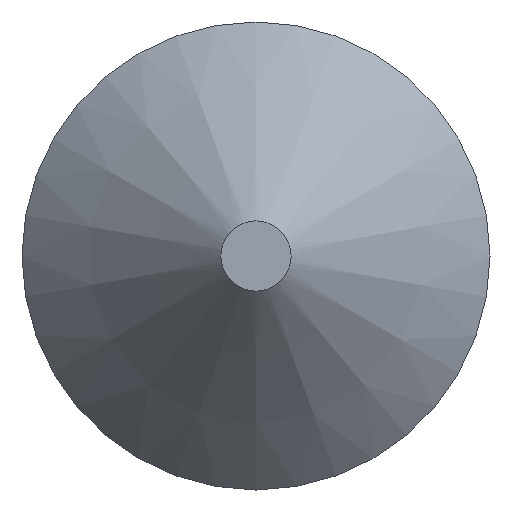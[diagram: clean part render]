
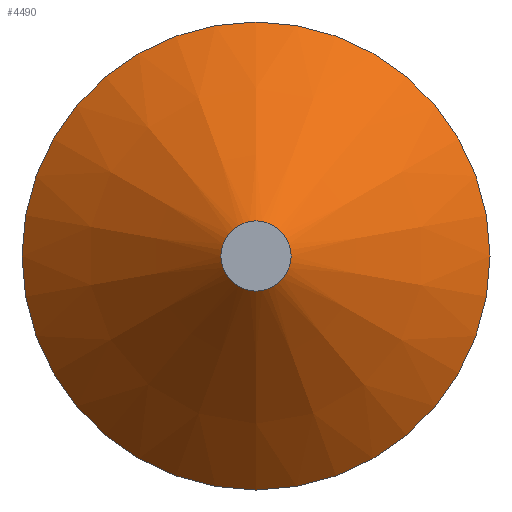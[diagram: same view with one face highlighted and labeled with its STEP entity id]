
A CAD part, left-side view. The second image highlights one B-rep face of the part: STEP entity #4490.
In plain terms, the highlighted conical face has half-angle 45 degrees and reference radius 0.45 mm.
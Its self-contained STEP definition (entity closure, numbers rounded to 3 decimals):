
#939 = CARTESIAN_POINT ( 'NONE',  ( 2.55, 0., 0. ) ) ;
#1400 = EDGE_LOOP ( 'NONE', ( #6268 ) ) ;
#1836 = CIRCLE ( 'NONE', #10619, 0.45 ) ;
#1997 = CARTESIAN_POINT ( 'NONE',  ( 0., 0., 0. ) ) ;
#2227 = DIRECTION ( 'NONE',  ( 0., 0., 1. ) ) ;
#2530 = DIRECTION ( 'NONE',  ( -1., 0., 0. ) ) ;
#3356 = FACE_OUTER_BOUND ( 'NONE', #4981, .T. ) ;
#3499 = FACE_BOUND ( 'NONE', #1400, .T. ) ;
#4490 = ADVANCED_FACE ( 'NONE', ( #3356, #3499 ), #8540, .T. ) ;
#4981 = EDGE_LOOP ( 'NONE', ( #8106 ) ) ;
#5628 = VERTEX_POINT ( 'NONE', #10030 ) ;
#5786 = DIRECTION ( 'NONE',  ( 0., 0., 1. ) ) ;
#5883 = VERTEX_POINT ( 'NONE', #9274 ) ;
#6268 = ORIENTED_EDGE ( 'NONE', *, *, #8667, .F. ) ;
#7227 = CARTESIAN_POINT ( 'NONE',  ( 0., 0., 0. ) ) ;
#7817 = DIRECTION ( 'NONE',  ( 0., 0., -1. ) ) ;
#7923 = EDGE_CURVE ( 'NONE', #5628, #5628, #8519, .T. ) ;
#8106 = ORIENTED_EDGE ( 'NONE', *, *, #7923, .T. ) ;
#8519 = CIRCLE ( 'NONE', #9302, 3. ) ;
#8540 = CONICAL_SURFACE ( 'NONE', #10335, 0.45, 0.785 ) ;
#8667 = EDGE_CURVE ( 'NONE', #5883, #5883, #1836, .T. ) ;
#9274 = CARTESIAN_POINT ( 'NONE',  ( 0., 0., 0.45 ) ) ;
#9302 = AXIS2_PLACEMENT_3D ( 'NONE', #939, #2530, #5786 ) ;
#10030 = CARTESIAN_POINT ( 'NONE',  ( 2.55, 0., 3. ) ) ;
#10323 = DIRECTION ( 'NONE',  ( 1., 0., 0. ) ) ;
#10335 = AXIS2_PLACEMENT_3D ( 'NONE', #1997, #10323, #7817 ) ;
#10490 = DIRECTION ( 'NONE',  ( -1., 0., 0. ) ) ;
#10619 = AXIS2_PLACEMENT_3D ( 'NONE', #7227, #10490, #2227 ) ;
